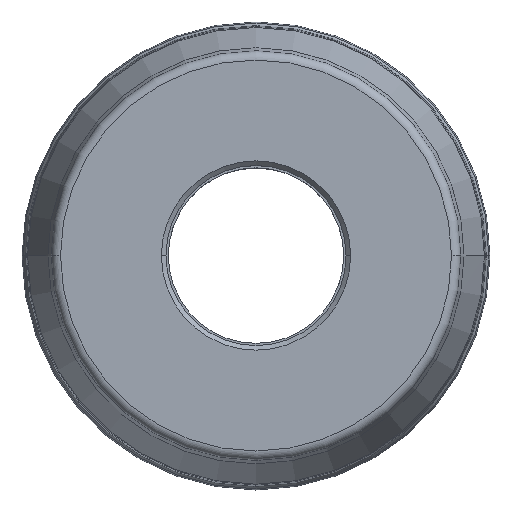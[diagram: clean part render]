
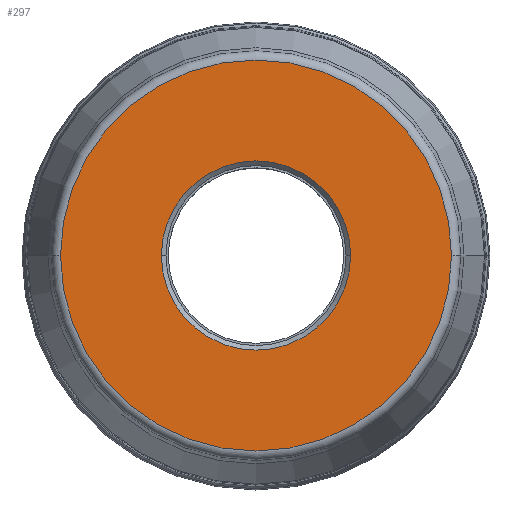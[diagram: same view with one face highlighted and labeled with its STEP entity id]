
A CAD part, top view. The second image highlights one B-rep face of the part: STEP entity #297.
In plain terms, the highlighted planar face has unit normal (0, 0, 1).
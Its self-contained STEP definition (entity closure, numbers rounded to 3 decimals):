
#30=PLANE('',#2716);
#37=FACE_BOUND('',#582,.T.);
#38=FACE_BOUND('',#583,.T.);
#297=ADVANCED_FACE('',(#37,#38),#30,.F.);
#582=EDGE_LOOP('',(#1077,#1078,#1079,#1080));
#583=EDGE_LOOP('',(#1081,#1082,#1083,#1084));
#1077=ORIENTED_EDGE('',*,*,#1684,.F.);
#1078=ORIENTED_EDGE('',*,*,#1688,.F.);
#1079=ORIENTED_EDGE('',*,*,#1687,.T.);
#1080=ORIENTED_EDGE('',*,*,#1685,.T.);
#1081=ORIENTED_EDGE('',*,*,#1689,.T.);
#1082=ORIENTED_EDGE('',*,*,#1690,.T.);
#1083=ORIENTED_EDGE('',*,*,#1691,.T.);
#1084=ORIENTED_EDGE('',*,*,#1692,.T.);
#1391=VERTEX_POINT('',#5505);
#1392=VERTEX_POINT('',#5507);
#1393=VERTEX_POINT('',#5509);
#1394=VERTEX_POINT('',#5513);
#1395=VERTEX_POINT('',#5517);
#1396=VERTEX_POINT('',#5518);
#1397=VERTEX_POINT('',#5520);
#1398=VERTEX_POINT('',#5522);
#1684=EDGE_CURVE('',#1391,#1392,#2054,.T.);
#1685=EDGE_CURVE('',#1393,#1392,#2055,.T.);
#1687=EDGE_CURVE('',#1394,#1393,#2057,.T.);
#1688=EDGE_CURVE('',#1394,#1391,#2058,.T.);
#1689=EDGE_CURVE('',#1395,#1396,#2059,.T.);
#1690=EDGE_CURVE('',#1396,#1397,#2060,.T.);
#1691=EDGE_CURVE('',#1397,#1398,#2061,.T.);
#1692=EDGE_CURVE('',#1398,#1395,#2062,.T.);
#2054=CIRCLE('',#2705,42.45);
#2055=CIRCLE('',#2706,42.45);
#2057=CIRCLE('',#2709,42.45);
#2058=CIRCLE('',#2710,42.45);
#2059=CIRCLE('',#2712,20.55);
#2060=CIRCLE('',#2713,20.55);
#2061=CIRCLE('',#2714,20.55);
#2062=CIRCLE('',#2715,20.55);
#2705=AXIS2_PLACEMENT_3D('',#5506,#3392,#3393);
#2706=AXIS2_PLACEMENT_3D('',#5508,#3394,#3395);
#2709=AXIS2_PLACEMENT_3D('',#5512,#3400,#3401);
#2710=AXIS2_PLACEMENT_3D('',#5514,#3402,#3403);
#2712=AXIS2_PLACEMENT_3D('',#5516,#3406,#3407);
#2713=AXIS2_PLACEMENT_3D('',#5519,#3408,#3409);
#2714=AXIS2_PLACEMENT_3D('',#5521,#3410,#3411);
#2715=AXIS2_PLACEMENT_3D('',#5523,#3412,#3413);
#2716=AXIS2_PLACEMENT_3D('',#5524,#3414,#3415);
#3392=DIRECTION('',(0.,0.,-1.));
#3393=DIRECTION('',(-1.,0.,0.));
#3394=DIRECTION('',(0.,0.,1.));
#3395=DIRECTION('',(1.,0.,0.));
#3400=DIRECTION('',(0.,0.,1.));
#3401=DIRECTION('',(1.,0.,0.));
#3402=DIRECTION('',(0.,0.,-1.));
#3403=DIRECTION('',(-1.,0.,0.));
#3406=DIRECTION('',(0.,0.,-1.));
#3407=DIRECTION('',(0.,-1.,0.));
#3408=DIRECTION('',(0.,0.,-1.));
#3409=DIRECTION('',(-1.,0.,0.));
#3410=DIRECTION('',(0.,0.,-1.));
#3411=DIRECTION('',(0.,1.,0.));
#3412=DIRECTION('',(0.,0.,-1.));
#3413=DIRECTION('',(1.,0.,0.));
#3414=DIRECTION('',(0.,0.,-1.));
#3415=DIRECTION('',(1.,0.,0.));
#5505=CARTESIAN_POINT('',(-42.45,0.,0.));
#5506=CARTESIAN_POINT('',(0.,0.,0.));
#5507=CARTESIAN_POINT('',(-42.45,0.021,0.));
#5508=CARTESIAN_POINT('',(0.,0.,0.));
#5509=CARTESIAN_POINT('',(42.45,0.,0.));
#5512=CARTESIAN_POINT('',(0.,0.,0.));
#5513=CARTESIAN_POINT('',(42.45,-0.021,0.));
#5514=CARTESIAN_POINT('',(0.,0.,0.));
#5516=CARTESIAN_POINT('',(0.,0.,0.));
#5517=CARTESIAN_POINT('',(0.,-20.55,0.));
#5518=CARTESIAN_POINT('',(-20.55,0.,0.));
#5519=CARTESIAN_POINT('',(0.,0.,0.));
#5520=CARTESIAN_POINT('',(0.,20.55,0.));
#5521=CARTESIAN_POINT('',(0.,0.,0.));
#5522=CARTESIAN_POINT('',(20.55,0.,0.));
#5523=CARTESIAN_POINT('',(0.,0.,0.));
#5524=CARTESIAN_POINT('',(0.,0.,0.));
